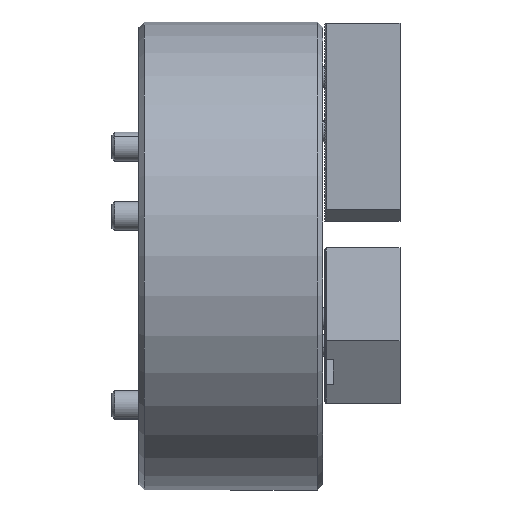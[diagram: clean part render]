
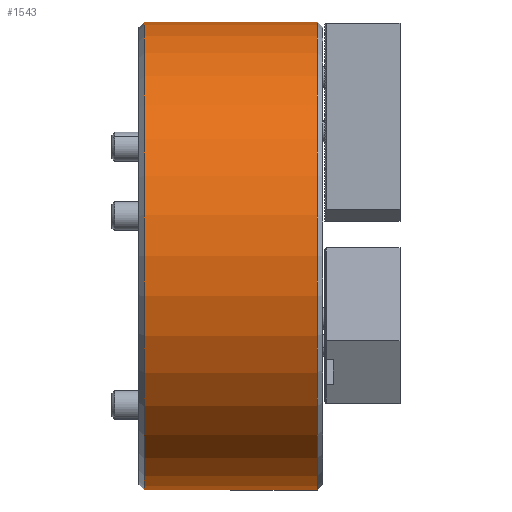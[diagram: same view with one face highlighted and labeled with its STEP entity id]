
A CAD part, top view. The second image highlights one B-rep face of the part: STEP entity #1543.
In plain terms, the highlighted cylindrical face has radius 130 mm (diameter 260 mm), a partial arc.
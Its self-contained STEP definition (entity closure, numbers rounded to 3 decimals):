
#373 = AXIS2_PLACEMENT_3D ( 'NONE', #8557, #27690, #18377 ) ;
#774 = DIRECTION ( 'NONE',  ( 1., 0., 0. ) ) ;
#838 = ORIENTED_EDGE ( 'NONE', *, *, #22888, .T. ) ;
#1231 = CARTESIAN_POINT ( 'NONE',  ( -99., -130., 0. ) ) ;
#1543 = ADVANCED_FACE ( 'NONE', ( #8330 ), #14480, .T. ) ;
#1556 = CIRCLE ( 'NONE', #25824, 130. ) ;
#2183 = ORIENTED_EDGE ( 'NONE', *, *, #26103, .F. ) ;
#3060 = ORIENTED_EDGE ( 'NONE', *, *, #14431, .F. ) ;
#3216 = LINE ( 'NONE', #16139, #20369 ) ;
#3787 = VERTEX_POINT ( 'NONE', #17351 ) ;
#5370 = CARTESIAN_POINT ( 'NONE',  ( -3., 130., 0. ) ) ;
#5617 = DIRECTION ( 'NONE',  ( 1., 0., 0. ) ) ;
#6411 = CIRCLE ( 'NONE', #373, 130. ) ;
#8146 = VERTEX_POINT ( 'NONE', #1231 ) ;
#8330 = FACE_OUTER_BOUND ( 'NONE', #9614, .T. ) ;
#8557 = CARTESIAN_POINT ( 'NONE',  ( -99., 0., 0. ) ) ;
#9487 = CARTESIAN_POINT ( 'NONE',  ( -3., 0., 0. ) ) ;
#9614 = EDGE_LOOP ( 'NONE', ( #838, #13363, #3060, #2183 ) ) ;
#9938 = DIRECTION ( 'NONE',  ( 0., 1., 0. ) ) ;
#11034 = LINE ( 'NONE', #24043, #20651 ) ;
#11189 = VERTEX_POINT ( 'NONE', #5370 ) ;
#11409 = VERTEX_POINT ( 'NONE', #24075 ) ;
#13363 = ORIENTED_EDGE ( 'NONE', *, *, #24786, .T. ) ;
#13776 = DIRECTION ( 'NONE',  ( 0., 1., 0. ) ) ;
#13909 = DIRECTION ( 'NONE',  ( 1., 0., 0. ) ) ;
#14431 = EDGE_CURVE ( 'NONE', #11189, #3787, #1556, .T. ) ;
#14480 = CYLINDRICAL_SURFACE ( 'NONE', #19695, 130. ) ;
#16139 = CARTESIAN_POINT ( 'NONE',  ( 0., -130., 0. ) ) ;
#17351 = CARTESIAN_POINT ( 'NONE',  ( -3., -130., 0. ) ) ;
#18377 = DIRECTION ( 'NONE',  ( 0., 1., 0. ) ) ;
#18772 = CARTESIAN_POINT ( 'NONE',  ( 0., 0., 0. ) ) ;
#19440 = DIRECTION ( 'NONE',  ( 1., 0., 0. ) ) ;
#19695 = AXIS2_PLACEMENT_3D ( 'NONE', #18772, #5617, #9938 ) ;
#20369 = VECTOR ( 'NONE', #13909, 1000. ) ;
#20651 = VECTOR ( 'NONE', #19440, 1000. ) ;
#22888 = EDGE_CURVE ( 'NONE', #11409, #8146, #6411, .T. ) ;
#24043 = CARTESIAN_POINT ( 'NONE',  ( 0., 130., 0. ) ) ;
#24075 = CARTESIAN_POINT ( 'NONE',  ( -99., 130., 0. ) ) ;
#24786 = EDGE_CURVE ( 'NONE', #8146, #3787, #3216, .T. ) ;
#25824 = AXIS2_PLACEMENT_3D ( 'NONE', #9487, #774, #13776 ) ;
#26103 = EDGE_CURVE ( 'NONE', #11409, #11189, #11034, .T. ) ;
#27690 = DIRECTION ( 'NONE',  ( 1., 0., 0. ) ) ;
